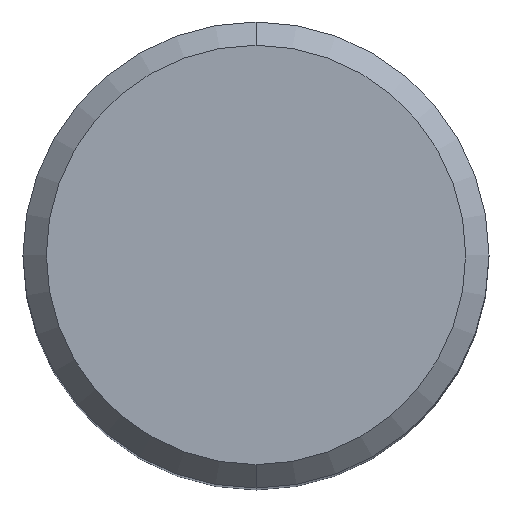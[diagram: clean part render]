
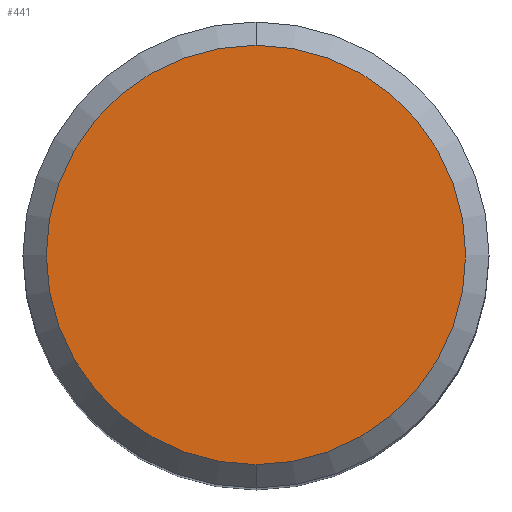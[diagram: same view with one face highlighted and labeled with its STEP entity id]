
A CAD part, top view. The second image highlights one B-rep face of the part: STEP entity #441.
In plain terms, the highlighted planar face has unit normal (0, 0, 1).
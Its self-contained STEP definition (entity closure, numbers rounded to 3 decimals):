
#227=EDGE_CURVE('',#245,#355,#543,.T.);
#245=VERTEX_POINT('',#562);
#355=VERTEX_POINT('',#685);
#441=ADVANCED_FACE('',(#775),#776,.T.);
#449=EDGE_CURVE('',#355,#245,#784,.T.);
#543=CIRCLE('',#966,9.0);
#562=CARTESIAN_POINT('',(0.,-9.0,0.0));
#685=CARTESIAN_POINT('',(0.0,9.0,0.0));
#775=FACE_OUTER_BOUND('',#1529,.T.);
#776=PLANE('',#1530);
#784=CIRCLE('',#1589,9.0);
#966=AXIS2_PLACEMENT_3D('',#1690,#1691,#1692);
#1529=EDGE_LOOP('',(#1937,#1938));
#1530=AXIS2_PLACEMENT_3D('',#1939,#1940,#1941);
#1589=AXIS2_PLACEMENT_3D('',#1946,#1947,#1948);
#1690=CARTESIAN_POINT('',(0.0,0.0,0.0));
#1691=DIRECTION('',(0.0,0.0,-1.0));
#1692=DIRECTION('',(0.0,1.0,0.0));
#1937=ORIENTED_EDGE('',*,*,#449,.F.);
#1938=ORIENTED_EDGE('',*,*,#227,.F.);
#1939=CARTESIAN_POINT('',(0.0,4.5,0.0));
#1940=DIRECTION('',(-0.0,0.0,1.0));
#1941=DIRECTION('',(0.0,-1.0,0.0));
#1946=CARTESIAN_POINT('',(0.0,0.0,0.0));
#1947=DIRECTION('',(0.0,0.0,-1.0));
#1948=DIRECTION('',(0.0,1.0,0.0));
